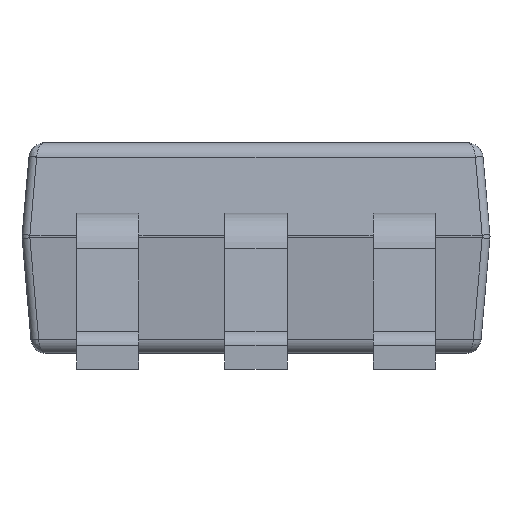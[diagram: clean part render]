
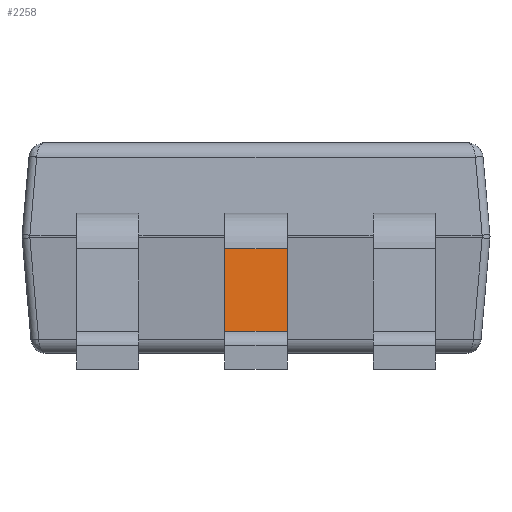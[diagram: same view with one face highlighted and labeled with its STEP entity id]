
A CAD part, left-side view. The second image highlights one B-rep face of the part: STEP entity #2258.
In plain terms, the highlighted planar face has unit normal (-0.996, 0, 0.087).
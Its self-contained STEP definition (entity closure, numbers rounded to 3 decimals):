
#44 = PLANE('',#45);
#45 = AXIS2_PLACEMENT_3D('',#46,#47,#48);
#46 = CARTESIAN_POINT('',(-1.35,-0.2,
    0.));
#47 = DIRECTION('',(0.,1.,0.));
#48 = DIRECTION('',(0.,0.,-1.));
#72 = CYLINDRICAL_SURFACE('',#73,0.1);
#73 = AXIS2_PLACEMENT_3D('',#74,#75,#76);
#74 = CARTESIAN_POINT('',(-1.301,-0.2,0.25));
#75 = DIRECTION('',(0.,-1.,0.));
#76 = DIRECTION('',(0.,0.,-1.));
#122 = PLANE('',#123);
#123 = AXIS2_PLACEMENT_3D('',#124,#125,#126);
#124 = CARTESIAN_POINT('',(-1.35,0.2,
    0.));
#125 = DIRECTION('',(0.,1.,0.));
#126 = DIRECTION('',(0.,0.,-1.));
#216 = VERTEX_POINT('',#217);
#217 = CARTESIAN_POINT('',(-1.201,-0.2,
    0.241));
#265 = EDGE_CURVE('',#216,#266,#268,.T.);
#266 = VERTEX_POINT('',#267);
#267 = CARTESIAN_POINT('',(-1.155,-0.2,
    0.772));
#268 = SURFACE_CURVE('',#269,(#273,#280),.PCURVE_S1.);
#269 = LINE('',#270,#271);
#270 = CARTESIAN_POINT('',(-1.201,-0.2,
    0.241));
#271 = VECTOR('',#272,1.);
#272 = DIRECTION('',(0.087,0.,
    0.996));
#273 = PCURVE('',#44,#274);
#274 = DEFINITIONAL_REPRESENTATION('',(#275),#279);
#275 = LINE('',#276,#277);
#276 = CARTESIAN_POINT('',(-0.241,-0.149));
#277 = VECTOR('',#278,1.);
#278 = DIRECTION('',(-0.996,-0.087));
#279 = ( GEOMETRIC_REPRESENTATION_CONTEXT(2) 
PARAMETRIC_REPRESENTATION_CONTEXT() REPRESENTATION_CONTEXT('2D SPACE',''
  ) );
#280 = PCURVE('',#281,#286);
#281 = PLANE('',#282);
#282 = AXIS2_PLACEMENT_3D('',#283,#284,#285);
#283 = CARTESIAN_POINT('',(-1.201,-0.2,
    0.241));
#284 = DIRECTION('',(-0.996,0.,
    0.087));
#285 = DIRECTION('',(0.087,0.,
    0.996));
#286 = DEFINITIONAL_REPRESENTATION('',(#287),#291);
#287 = LINE('',#288,#289);
#288 = CARTESIAN_POINT('',(0.,0.));
#289 = VECTOR('',#290,1.);
#290 = DIRECTION('',(1.,0.));
#291 = ( GEOMETRIC_REPRESENTATION_CONTEXT(2) 
PARAMETRIC_REPRESENTATION_CONTEXT() REPRESENTATION_CONTEXT('2D SPACE',''
  ) );
#310 = CYLINDRICAL_SURFACE('',#311,0.25);
#311 = AXIS2_PLACEMENT_3D('',#312,#313,#314);
#312 = CARTESIAN_POINT('',(-0.906,-0.2,0.75
    ));
#313 = DIRECTION('',(0.,1.,0.));
#314 = DIRECTION('',(-0.996,0.,
    0.087));
#596 = VERTEX_POINT('',#597);
#597 = CARTESIAN_POINT('',(-1.201,0.2,0.241
    ));
#645 = EDGE_CURVE('',#216,#596,#646,.T.);
#646 = SURFACE_CURVE('',#647,(#651,#680),.PCURVE_S1.);
#647 = LINE('',#648,#649);
#648 = CARTESIAN_POINT('',(-1.201,-0.2,
    0.241));
#649 = VECTOR('',#650,1.);
#650 = DIRECTION('',(0.,1.,0.));
#651 = PCURVE('',#72,#652);
#652 = DEFINITIONAL_REPRESENTATION('',(#653),#679);
#653 = B_SPLINE_CURVE_WITH_KNOTS('',3,(#654,#655,#656,#657,#658,#659,
    #660,#661,#662,#663,#664,#665,#666,#667,#668,#669,#670,#671,#672,
    #673,#674,#675,#676,#677,#678),.UNSPECIFIED.,.F.,.F.,(4,1,1,1,1,1,1,
    1,1,1,1,1,1,1,1,1,1,1,1,1,1,1,4),(0.,0.018,
    0.036,0.055,0.073,
    0.091,0.109,0.127,0.145,
    0.164,0.182,0.2,0.218,0.236,
    0.255,0.273,0.291,0.309,
    0.327,0.345,0.364,0.382,0.4),
  .UNSPECIFIED.);
#654 = CARTESIAN_POINT('',(1.484,0.));
#655 = CARTESIAN_POINT('',(1.484,-0.006));
#656 = CARTESIAN_POINT('',(1.484,-0.018));
#657 = CARTESIAN_POINT('',(1.484,-0.036));
#658 = CARTESIAN_POINT('',(1.484,-0.055));
#659 = CARTESIAN_POINT('',(1.484,-0.073));
#660 = CARTESIAN_POINT('',(1.484,-0.091));
#661 = CARTESIAN_POINT('',(1.484,-0.109));
#662 = CARTESIAN_POINT('',(1.484,-0.127));
#663 = CARTESIAN_POINT('',(1.484,-0.145));
#664 = CARTESIAN_POINT('',(1.484,-0.164));
#665 = CARTESIAN_POINT('',(1.484,-0.182));
#666 = CARTESIAN_POINT('',(1.484,-0.2));
#667 = CARTESIAN_POINT('',(1.484,-0.218));
#668 = CARTESIAN_POINT('',(1.484,-0.236));
#669 = CARTESIAN_POINT('',(1.484,-0.255));
#670 = CARTESIAN_POINT('',(1.484,-0.273));
#671 = CARTESIAN_POINT('',(1.484,-0.291));
#672 = CARTESIAN_POINT('',(1.484,-0.309));
#673 = CARTESIAN_POINT('',(1.484,-0.327));
#674 = CARTESIAN_POINT('',(1.484,-0.345));
#675 = CARTESIAN_POINT('',(1.484,-0.364));
#676 = CARTESIAN_POINT('',(1.484,-0.382));
#677 = CARTESIAN_POINT('',(1.484,-0.394));
#678 = CARTESIAN_POINT('',(1.484,-0.4));
#679 = ( GEOMETRIC_REPRESENTATION_CONTEXT(2) 
PARAMETRIC_REPRESENTATION_CONTEXT() REPRESENTATION_CONTEXT('2D SPACE',''
  ) );
#680 = PCURVE('',#281,#681);
#681 = DEFINITIONAL_REPRESENTATION('',(#682),#686);
#682 = LINE('',#683,#684);
#683 = CARTESIAN_POINT('',(0.,0.));
#684 = VECTOR('',#685,1.);
#685 = DIRECTION('',(0.,1.));
#686 = ( GEOMETRIC_REPRESENTATION_CONTEXT(2) 
PARAMETRIC_REPRESENTATION_CONTEXT() REPRESENTATION_CONTEXT('2D SPACE',''
  ) );
#717 = EDGE_CURVE('',#596,#718,#720,.T.);
#718 = VERTEX_POINT('',#719);
#719 = CARTESIAN_POINT('',(-1.155,0.2,0.772
    ));
#720 = SURFACE_CURVE('',#721,(#725,#732),.PCURVE_S1.);
#721 = LINE('',#722,#723);
#722 = CARTESIAN_POINT('',(-1.201,0.2,0.241
    ));
#723 = VECTOR('',#724,1.);
#724 = DIRECTION('',(0.087,0.,
    0.996));
#725 = PCURVE('',#122,#726);
#726 = DEFINITIONAL_REPRESENTATION('',(#727),#731);
#727 = LINE('',#728,#729);
#728 = CARTESIAN_POINT('',(-0.241,-0.149));
#729 = VECTOR('',#730,1.);
#730 = DIRECTION('',(-0.996,-0.087));
#731 = ( GEOMETRIC_REPRESENTATION_CONTEXT(2) 
PARAMETRIC_REPRESENTATION_CONTEXT() REPRESENTATION_CONTEXT('2D SPACE',''
  ) );
#732 = PCURVE('',#281,#733);
#733 = DEFINITIONAL_REPRESENTATION('',(#734),#738);
#734 = LINE('',#735,#736);
#735 = CARTESIAN_POINT('',(0.,0.4));
#736 = VECTOR('',#737,1.);
#737 = DIRECTION('',(1.,0.));
#738 = ( GEOMETRIC_REPRESENTATION_CONTEXT(2) 
PARAMETRIC_REPRESENTATION_CONTEXT() REPRESENTATION_CONTEXT('2D SPACE',''
  ) );
#2216 = EDGE_CURVE('',#266,#718,#2217,.T.);
#2217 = SURFACE_CURVE('',#2218,(#2222,#2251),.PCURVE_S1.);
#2218 = LINE('',#2219,#2220);
#2219 = CARTESIAN_POINT('',(-1.155,-0.2,
    0.772));
#2220 = VECTOR('',#2221,1.);
#2221 = DIRECTION('',(0.,1.,0.));
#2222 = PCURVE('',#310,#2223);
#2223 = DEFINITIONAL_REPRESENTATION('',(#2224),#2250);
#2224 = B_SPLINE_CURVE_WITH_KNOTS('',3,(#2225,#2226,#2227,#2228,#2229,
    #2230,#2231,#2232,#2233,#2234,#2235,#2236,#2237,#2238,#2239,#2240,
    #2241,#2242,#2243,#2244,#2245,#2246,#2247,#2248,#2249),
  .UNSPECIFIED.,.F.,.F.,(4,1,1,1,1,1,1,1,1,1,1,1,1,1,1,1,1,1,1,1,1,1,4),
  (0.,0.018,0.036,0.055,
    0.073,0.091,0.109,
    0.127,0.145,0.164,0.182,0.2,
    0.218,0.236,0.255,0.273,
    0.291,0.309,0.327,0.345,
    0.364,0.382,0.4),.UNSPECIFIED.);
#2225 = CARTESIAN_POINT('',(0.,0.));
#2226 = CARTESIAN_POINT('',(0.,0.006));
#2227 = CARTESIAN_POINT('',(0.,0.018));
#2228 = CARTESIAN_POINT('',(0.,0.036));
#2229 = CARTESIAN_POINT('',(0.,0.055));
#2230 = CARTESIAN_POINT('',(0.,0.073));
#2231 = CARTESIAN_POINT('',(0.,0.091));
#2232 = CARTESIAN_POINT('',(0.,0.109));
#2233 = CARTESIAN_POINT('',(0.,0.127));
#2234 = CARTESIAN_POINT('',(0.,0.145));
#2235 = CARTESIAN_POINT('',(0.,0.164));
#2236 = CARTESIAN_POINT('',(0.,0.182));
#2237 = CARTESIAN_POINT('',(0.,0.2));
#2238 = CARTESIAN_POINT('',(0.,0.218));
#2239 = CARTESIAN_POINT('',(0.,0.236));
#2240 = CARTESIAN_POINT('',(0.,0.255));
#2241 = CARTESIAN_POINT('',(0.,0.273));
#2242 = CARTESIAN_POINT('',(0.,0.291));
#2243 = CARTESIAN_POINT('',(0.,0.309));
#2244 = CARTESIAN_POINT('',(0.,0.327));
#2245 = CARTESIAN_POINT('',(0.,0.345));
#2246 = CARTESIAN_POINT('',(0.,0.364));
#2247 = CARTESIAN_POINT('',(0.,0.382));
#2248 = CARTESIAN_POINT('',(0.,0.394));
#2249 = CARTESIAN_POINT('',(0.,0.4));
#2250 = ( GEOMETRIC_REPRESENTATION_CONTEXT(2) 
PARAMETRIC_REPRESENTATION_CONTEXT() REPRESENTATION_CONTEXT('2D SPACE',''
  ) );
#2251 = PCURVE('',#281,#2252);
#2252 = DEFINITIONAL_REPRESENTATION('',(#2253),#2257);
#2253 = LINE('',#2254,#2255);
#2254 = CARTESIAN_POINT('',(0.533,0.));
#2255 = VECTOR('',#2256,1.);
#2256 = DIRECTION('',(0.,1.));
#2257 = ( GEOMETRIC_REPRESENTATION_CONTEXT(2) 
PARAMETRIC_REPRESENTATION_CONTEXT() REPRESENTATION_CONTEXT('2D SPACE',''
  ) );
#2258 = ADVANCED_FACE('',(#2259),#281,.T.);
#2259 = FACE_BOUND('',#2260,.T.);
#2260 = EDGE_LOOP('',(#2261,#2262,#2263,#2264));
#2261 = ORIENTED_EDGE('',*,*,#265,.T.);
#2262 = ORIENTED_EDGE('',*,*,#2216,.T.);
#2263 = ORIENTED_EDGE('',*,*,#717,.F.);
#2264 = ORIENTED_EDGE('',*,*,#645,.F.);
